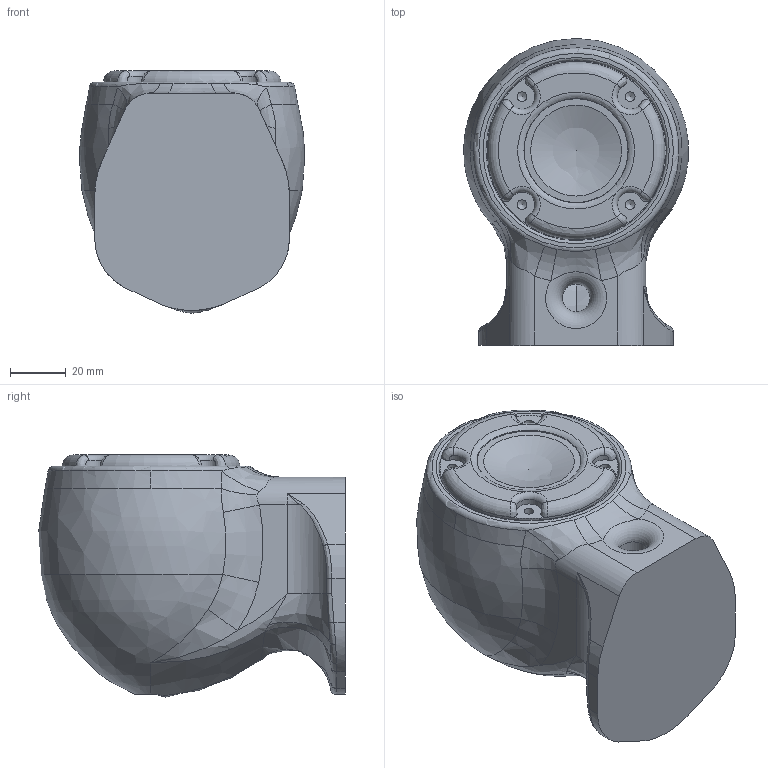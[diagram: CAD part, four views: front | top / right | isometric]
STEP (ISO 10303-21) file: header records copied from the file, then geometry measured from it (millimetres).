
FILE_DESCRIPTION(/* description */ (''),/* implementation_level */ '2;1');
FILE_NAME(/* name */ 'エンクロージャー v3.step',/* time_stamp */ '2021-05-06T19:13:43+09:00',/* author */ (''),/* organization */ (''),/* preprocessor_version */ 'ST-DEVELOPER v18.1',/* originating_system */ 'Autodesk Translation Framework v10.6.0.1341',/* authorisation */ '');
FILE_SCHEMA (('AUTOMOTIVE_DESIGN { 1 0 10303 214 3 1 1 }'));
Length unit declared in the file: millimetre
Products named in the file (3): エンクロージャー; Anker Speaker; フロントパネル
Assembly tree (2 placements, depth 2):
  エンクロージャー
    Anker Speaker
    フロントパネル
Bounding box: 80.85 x 110.4 x 87.15 mm (x, y, z)
Volume: 299413.6 mm3; surface area: 68292.3 mm2
Topology: 3 solids, 3 shells, 301 faces, 752 edges, 446 vertices
Faces by surface type: bspline 112, cylinder 69, plane 66, torus 47, cone 6, sphere 1
Full cylindrical faces by diameter (mm): 2.4 x2, 3.5 x6, 5.5 x4, 6 x1, 10 x2, 18 x1, 24 x1, 30 x1, 39 x1, 44.6 x1, 64 x1, 65 x1
Entity records: 12860 total; most frequent: CARTESIAN_POINT 6273, ORIENTED_EDGE 1462, DIRECTION 1193, EDGE_CURVE 731, AXIS2_PLACEMENT_3D 508, VERTEX_POINT 446, EDGE_LOOP 331, CIRCLE 302
